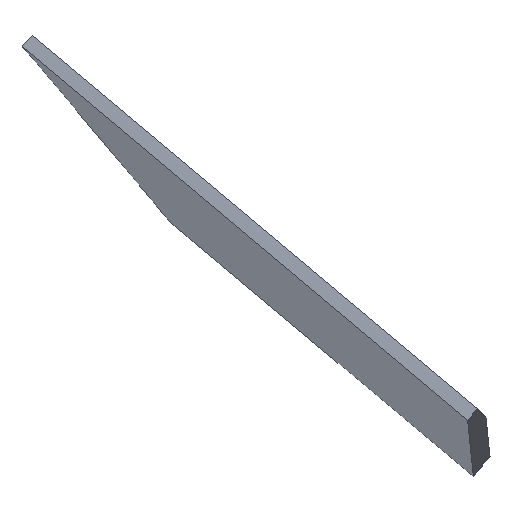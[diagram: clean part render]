
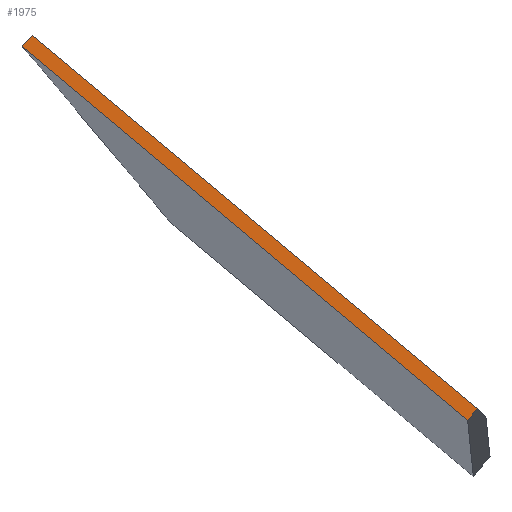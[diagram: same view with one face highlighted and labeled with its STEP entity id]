
A CAD part, top view. The second image highlights one B-rep face of the part: STEP entity #1975.
In plain terms, the highlighted planar face has unit normal (-0.146, 0.123, 0.982).
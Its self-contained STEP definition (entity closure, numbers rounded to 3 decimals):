
#21 = EDGE_CURVE('',#22,#24,#26,.T.);
#22 = VERTEX_POINT('',#23);
#23 = CARTESIAN_POINT('',(681.759,-612.612,
    555.391));
#24 = VERTEX_POINT('',#25);
#25 = CARTESIAN_POINT('',(676.454,-618.934,555.391
    ));
#26 = SURFACE_CURVE('',#27,(#31,#43),.PCURVE_S1.);
#27 = LINE('',#28,#29);
#28 = CARTESIAN_POINT('',(-8940.089,-12079.484,
    555.391));
#29 = VECTOR('',#30,1.);
#30 = DIRECTION('',(-0.643,-0.766,0.));
#31 = PCURVE('',#32,#37);
#32 = PLANE('',#33);
#33 = AXIS2_PLACEMENT_3D('',#34,#35,#36);
#34 = CARTESIAN_POINT('',(-11049.912,-10309.132,
    14724.408));
#35 = DIRECTION('',(0.752,-0.631,0.191));
#36 = DIRECTION('',(0.146,-0.123,-0.982));
#37 = DEFINITIONAL_REPRESENTATION('',(#38),#42);
#38 = LINE('',#39,#40);
#39 = CARTESIAN_POINT('',(14434.214,0.));
#40 = VECTOR('',#41,1.);
#41 = DIRECTION('',(0.,-1.));
#42 = ( GEOMETRIC_REPRESENTATION_CONTEXT(2) 
PARAMETRIC_REPRESENTATION_CONTEXT() REPRESENTATION_CONTEXT('2D SPACE',''
  ) );
#43 = PCURVE('',#44,#49);
#44 = PLANE('',#45);
#45 = AXIS2_PLACEMENT_3D('',#46,#47,#48);
#46 = CARTESIAN_POINT('',(-20921.365,-2026.,
    -2484.804));
#47 = DIRECTION('',(-0.146,0.123,0.982));
#48 = DIRECTION('',(0.752,-0.631,0.191));
#49 = DEFINITIONAL_REPRESENTATION('',(#50),#54);
#50 = LINE('',#51,#52);
#51 = CARTESIAN_POINT('',(15933.182,0.));
#52 = VECTOR('',#53,1.);
#53 = DIRECTION('',(0.,-1.));
#54 = ( GEOMETRIC_REPRESENTATION_CONTEXT(2) 
PARAMETRIC_REPRESENTATION_CONTEXT() REPRESENTATION_CONTEXT('2D SPACE',''
  ) );
#72 = PLANE('',#73);
#73 = AXIS2_PLACEMENT_3D('',#74,#75,#76);
#74 = CARTESIAN_POINT('',(-12670.086,7535.52,
    -15270.406));
#75 = DIRECTION('',(-0.659,-0.731,0.179));
#76 = DIRECTION('',(0.747,-0.664,0.035));
#154 = PLANE('',#155);
#155 = AXIS2_PLACEMENT_3D('',#156,#157,#158);
#156 = CARTESIAN_POINT('',(-11510.633,9618.019,
    15000.));
#157 = DIRECTION('',(0.643,0.766,0.));
#158 = DIRECTION('',(0.766,-0.643,0.));
#1212 = TOROIDAL_SURFACE('',#1213,517.029,159.82);
#1213 = AXIS2_PLACEMENT_3D('',#1214,#1215,#1216);
#1214 = CARTESIAN_POINT('',(0.,0.,355.004));
#1215 = DIRECTION('',(0.,0.,1.));
#1216 = DIRECTION('',(0.766,-0.643,0.));
#1299 = VERTEX_POINT('',#1300);
#1300 = CARTESIAN_POINT('',(436.9,-407.151,
    493.259));
#1357 = EDGE_CURVE('',#1358,#1299,#1360,.T.);
#1358 = VERTEX_POINT('',#1359);
#1359 = CARTESIAN_POINT('',(431.315,-413.238,
    493.188));
#1360 = SURFACE_CURVE('',#1361,(#1366,#1395),.PCURVE_S1.);
#1361 = B_SPLINE_CURVE_WITH_KNOTS('',3,(#1362,#1363,#1364,#1365),
  .UNSPECIFIED.,.F.,.F.,(4,4),(1899.828,1907.712),
  .PIECEWISE_BEZIER_KNOTS.);
#1362 = CARTESIAN_POINT('',(431.315,-413.238,
    493.188));
#1363 = CARTESIAN_POINT('',(433.195,-411.21,
    493.214));
#1364 = CARTESIAN_POINT('',(435.057,-409.181,
    493.238));
#1365 = CARTESIAN_POINT('',(436.9,-407.151,
    493.259));
#1366 = PCURVE('',#1212,#1367);
#1367 = DEFINITIONAL_REPRESENTATION('',(#1368),#1394);
#1368 = B_SPLINE_CURVE_WITH_KNOTS('',3,(#1369,#1370,#1371,#1372,#1373,
    #1374,#1375,#1376,#1377,#1378,#1379,#1380,#1381,#1382,#1383,#1384,
    #1385,#1386,#1387,#1388,#1389,#1390,#1391,#1392,#1393),
  .UNSPECIFIED.,.F.,.F.,(4,1,1,1,1,1,1,1,1,1,1,1,1,1,1,1,1,1,1,1,1,1,4),
  (1899.828,1900.186,1900.544,
    1900.903,1901.261,1901.62,
    1901.978,1902.336,1902.695,
    1903.053,1903.412,1903.77,
    1904.128,1904.487,1904.845,
    1905.203,1905.562,1905.92,
    1906.279,1906.637,1906.995,
    1907.354,1907.712),.QUASI_UNIFORM_KNOTS.);
#1369 = CARTESIAN_POINT('',(6.217,1.044));
#1370 = CARTESIAN_POINT('',(6.218,1.044));
#1371 = CARTESIAN_POINT('',(6.218,1.044));
#1372 = CARTESIAN_POINT('',(6.219,1.044));
#1373 = CARTESIAN_POINT('',(6.219,1.045));
#1374 = CARTESIAN_POINT('',(6.22,1.045));
#1375 = CARTESIAN_POINT('',(6.22,1.045));
#1376 = CARTESIAN_POINT('',(6.221,1.045));
#1377 = CARTESIAN_POINT('',(6.222,1.045));
#1378 = CARTESIAN_POINT('',(6.222,1.045));
#1379 = CARTESIAN_POINT('',(6.223,1.045));
#1380 = CARTESIAN_POINT('',(6.224,1.045));
#1381 = CARTESIAN_POINT('',(6.224,1.045));
#1382 = CARTESIAN_POINT('',(6.225,1.045));
#1383 = CARTESIAN_POINT('',(6.226,1.045));
#1384 = CARTESIAN_POINT('',(6.226,1.045));
#1385 = CARTESIAN_POINT('',(6.227,1.045));
#1386 = CARTESIAN_POINT('',(6.227,1.045));
#1387 = CARTESIAN_POINT('',(6.228,1.045));
#1388 = CARTESIAN_POINT('',(6.229,1.045));
#1389 = CARTESIAN_POINT('',(6.229,1.045));
#1390 = CARTESIAN_POINT('',(6.23,1.045));
#1391 = CARTESIAN_POINT('',(6.231,1.045));
#1392 = CARTESIAN_POINT('',(6.231,1.045));
#1393 = CARTESIAN_POINT('',(6.231,1.045));
#1394 = ( GEOMETRIC_REPRESENTATION_CONTEXT(2) 
PARAMETRIC_REPRESENTATION_CONTEXT() REPRESENTATION_CONTEXT('2D SPACE',''
  ) );
#1395 = PCURVE('',#44,#1396);
#1396 = DEFINITIONAL_REPRESENTATION('',(#1397),#1402);
#1397 = B_SPLINE_CURVE_WITH_KNOTS('',3,(#1398,#1399,#1400,#1401),
  .UNSPECIFIED.,.F.,.F.,(4,4),(1899.828,1907.712),
  .PIECEWISE_BEZIER_KNOTS.);
#1398 = CARTESIAN_POINT('',(15607.187,14960.685));
#1399 = CARTESIAN_POINT('',(15607.326,14963.447));
#1400 = CARTESIAN_POINT('',(15607.45,14966.198));
#1401 = CARTESIAN_POINT('',(15607.559,14968.938));
#1402 = ( GEOMETRIC_REPRESENTATION_CONTEXT(2) 
PARAMETRIC_REPRESENTATION_CONTEXT() REPRESENTATION_CONTEXT('2D SPACE',''
  ) );
#1554 = EDGE_CURVE('',#22,#1299,#1555,.T.);
#1555 = SURFACE_CURVE('',#1556,(#1560,#1567),.PCURVE_S1.);
#1556 = LINE('',#1557,#1558);
#1557 = CARTESIAN_POINT('',(-10146.849,8473.669,
    -2192.32));
#1558 = VECTOR('',#1559,1.);
#1559 = DIRECTION('',(-0.752,0.631,-0.191));
#1560 = PCURVE('',#154,#1561);
#1561 = DEFINITIONAL_REPRESENTATION('',(#1562),#1566);
#1562 = LINE('',#1563,#1564);
#1563 = CARTESIAN_POINT('',(1780.294,17192.32));
#1564 = VECTOR('',#1565,1.);
#1565 = DIRECTION('',(-0.982,0.191));
#1566 = ( GEOMETRIC_REPRESENTATION_CONTEXT(2) 
PARAMETRIC_REPRESENTATION_CONTEXT() REPRESENTATION_CONTEXT('2D SPACE',''
  ) );
#1567 = PCURVE('',#44,#1568);
#1568 = DEFINITIONAL_REPRESENTATION('',(#1569),#1573);
#1569 = LINE('',#1570,#1571);
#1570 = CARTESIAN_POINT('',(1532.865,14968.938));
#1571 = VECTOR('',#1572,1.);
#1572 = DIRECTION('',(-1.,0.));
#1573 = ( GEOMETRIC_REPRESENTATION_CONTEXT(2) 
PARAMETRIC_REPRESENTATION_CONTEXT() REPRESENTATION_CONTEXT('2D SPACE',''
  ) );
#1975 = ADVANCED_FACE('',(#1976),#44,.T.);
#1976 = FACE_BOUND('',#1977,.T.);
#1977 = EDGE_LOOP('',(#1978,#1999,#2000,#2001));
#1978 = ORIENTED_EDGE('',*,*,#1979,.T.);
#1979 = EDGE_CURVE('',#1358,#24,#1980,.T.);
#1980 = SURFACE_CURVE('',#1981,(#1985,#1992),.PCURVE_S1.);
#1981 = LINE('',#1982,#1983);
#1982 = CARTESIAN_POINT('',(-12157.556,10150.079,
    -2701.181));
#1983 = VECTOR('',#1984,1.);
#1984 = DIRECTION('',(0.752,-0.631,0.191));
#1985 = PCURVE('',#44,#1986);
#1986 = DEFINITIONAL_REPRESENTATION('',(#1987),#1991);
#1987 = LINE('',#1988,#1989);
#1988 = CARTESIAN_POINT('',(-1134.,14960.685));
#1989 = VECTOR('',#1990,1.);
#1990 = DIRECTION('',(1.,0.));
#1991 = ( GEOMETRIC_REPRESENTATION_CONTEXT(2) 
PARAMETRIC_REPRESENTATION_CONTEXT() REPRESENTATION_CONTEXT('2D SPACE',''
  ) );
#1992 = PCURVE('',#72,#1993);
#1993 = DEFINITIONAL_REPRESENTATION('',(#1994),#1998);
#1994 = LINE('',#1995,#1996);
#1995 = CARTESIAN_POINT('',(-917.246,12815.72));
#1996 = VECTOR('',#1997,1.);
#1997 = DIRECTION('',(0.987,0.159));
#1998 = ( GEOMETRIC_REPRESENTATION_CONTEXT(2) 
PARAMETRIC_REPRESENTATION_CONTEXT() REPRESENTATION_CONTEXT('2D SPACE',''
  ) );
#1999 = ORIENTED_EDGE('',*,*,#21,.F.);
#2000 = ORIENTED_EDGE('',*,*,#1554,.T.);
#2001 = ORIENTED_EDGE('',*,*,#1357,.F.);
